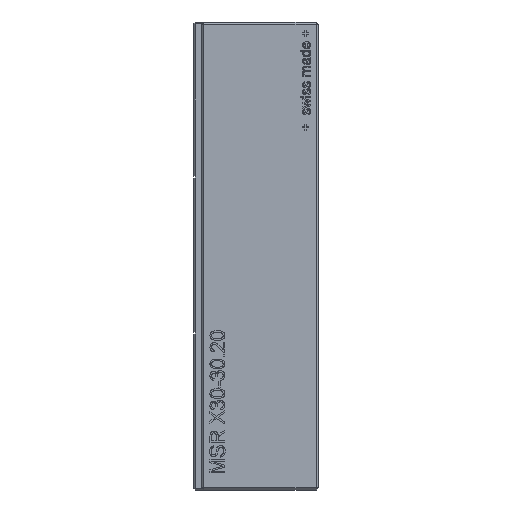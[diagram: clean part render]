
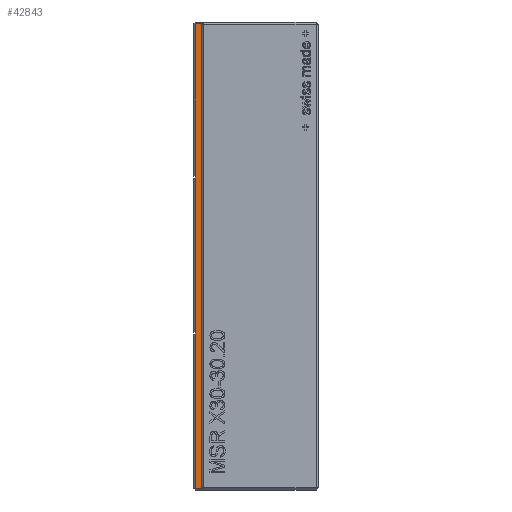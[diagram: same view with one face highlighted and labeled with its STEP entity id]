
A CAD part, left-side view. The second image highlights one B-rep face of the part: STEP entity #42843.
In plain terms, the highlighted planar face has unit normal (-1, 0, 0).
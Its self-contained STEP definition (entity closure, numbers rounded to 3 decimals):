
#42843 = ADVANCED_FACE('',(#42844),#42858,.F.);
#42844 = FACE_BOUND('',#42845,.F.);
#42845 = EDGE_LOOP('',(#42846,#42881,#42909,#42937,#42965,#42993,#43021,
    #43049));
#42846 = ORIENTED_EDGE('',*,*,#42847,.F.);
#42847 = EDGE_CURVE('',#42848,#42850,#42852,.T.);
#42848 = VERTEX_POINT('',#42849);
#42849 = CARTESIAN_POINT('',(-3.75,6.364,0.1));
#42850 = VERTEX_POINT('',#42851);
#42851 = CARTESIAN_POINT('',(-3.75,6.364,29.9));
#42852 = SURFACE_CURVE('',#42853,(#42857,#42869),.PCURVE_S1.);
#42853 = LINE('',#42854,#42855);
#42854 = CARTESIAN_POINT('',(-3.75,6.364,0.));
#42855 = VECTOR('',#42856,1.);
#42856 = DIRECTION('',(0.,0.,1.));
#42857 = PCURVE('',#42858,#42863);
#42858 = PLANE('',#42859);
#42859 = AXIS2_PLACEMENT_3D('',#42860,#42861,#42862);
#42860 = CARTESIAN_POINT('',(-3.75,8.,0.));
#42861 = DIRECTION('',(1.,0.,0.));
#42862 = DIRECTION('',(0.,-1.,0.));
#42863 = DEFINITIONAL_REPRESENTATION('',(#42864),#42868);
#42864 = LINE('',#42865,#42866);
#42865 = CARTESIAN_POINT('',(1.636,0.));
#42866 = VECTOR('',#42867,1.);
#42867 = DIRECTION('',(0.,-1.));
#42868 = ( GEOMETRIC_REPRESENTATION_CONTEXT(2) 
PARAMETRIC_REPRESENTATION_CONTEXT() REPRESENTATION_CONTEXT('2D SPACE',''
  ) );
#42869 = PCURVE('',#42870,#42875);
#42870 = PLANE('',#42871);
#42871 = AXIS2_PLACEMENT_3D('',#42872,#42873,#42874);
#42872 = CARTESIAN_POINT('',(-3.75,6.364,0.));
#42873 = DIRECTION('',(0.707,0.707,0.));
#42874 = DIRECTION('',(0.707,-0.707,0.));
#42875 = DEFINITIONAL_REPRESENTATION('',(#42876),#42880);
#42876 = LINE('',#42877,#42878);
#42877 = CARTESIAN_POINT('',(0.,0.));
#42878 = VECTOR('',#42879,1.);
#42879 = DIRECTION('',(0.,-1.));
#42880 = ( GEOMETRIC_REPRESENTATION_CONTEXT(2) 
PARAMETRIC_REPRESENTATION_CONTEXT() REPRESENTATION_CONTEXT('2D SPACE',''
  ) );
#42881 = ORIENTED_EDGE('',*,*,#42882,.F.);
#42882 = EDGE_CURVE('',#42883,#42848,#42885,.T.);
#42883 = VERTEX_POINT('',#42884);
#42884 = CARTESIAN_POINT('',(-3.75,7.9,0.1));
#42885 = SURFACE_CURVE('',#42886,(#42890,#42897),.PCURVE_S1.);
#42886 = LINE('',#42887,#42888);
#42887 = CARTESIAN_POINT('',(-3.75,8.,0.1));
#42888 = VECTOR('',#42889,1.);
#42889 = DIRECTION('',(0.,-1.,0.));
#42890 = PCURVE('',#42858,#42891);
#42891 = DEFINITIONAL_REPRESENTATION('',(#42892),#42896);
#42892 = LINE('',#42893,#42894);
#42893 = CARTESIAN_POINT('',(0.,-0.1));
#42894 = VECTOR('',#42895,1.);
#42895 = DIRECTION('',(1.,0.));
#42896 = ( GEOMETRIC_REPRESENTATION_CONTEXT(2) 
PARAMETRIC_REPRESENTATION_CONTEXT() REPRESENTATION_CONTEXT('2D SPACE',''
  ) );
#42897 = PCURVE('',#42898,#42903);
#42898 = PLANE('',#42899);
#42899 = AXIS2_PLACEMENT_3D('',#42900,#42901,#42902);
#42900 = CARTESIAN_POINT('',(-3.7,8.,0.05));
#42901 = DIRECTION('',(0.707,0.,0.707
    ));
#42902 = DIRECTION('',(0.,-1.,0.));
#42903 = DEFINITIONAL_REPRESENTATION('',(#42904),#42908);
#42904 = LINE('',#42905,#42906);
#42905 = CARTESIAN_POINT('',(0.,-0.071));
#42906 = VECTOR('',#42907,1.);
#42907 = DIRECTION('',(1.,0.));
#42908 = ( GEOMETRIC_REPRESENTATION_CONTEXT(2) 
PARAMETRIC_REPRESENTATION_CONTEXT() REPRESENTATION_CONTEXT('2D SPACE',''
  ) );
#42909 = ORIENTED_EDGE('',*,*,#42910,.T.);
#42910 = EDGE_CURVE('',#42883,#42911,#42913,.T.);
#42911 = VERTEX_POINT('',#42912);
#42912 = CARTESIAN_POINT('',(-3.75,7.9,10.));
#42913 = SURFACE_CURVE('',#42914,(#42918,#42925),.PCURVE_S1.);
#42914 = LINE('',#42915,#42916);
#42915 = CARTESIAN_POINT('',(-3.75,7.9,0.));
#42916 = VECTOR('',#42917,1.);
#42917 = DIRECTION('',(0.,0.,1.));
#42918 = PCURVE('',#42858,#42919);
#42919 = DEFINITIONAL_REPRESENTATION('',(#42920),#42924);
#42920 = LINE('',#42921,#42922);
#42921 = CARTESIAN_POINT('',(0.1,0.));
#42922 = VECTOR('',#42923,1.);
#42923 = DIRECTION('',(0.,-1.));
#42924 = ( GEOMETRIC_REPRESENTATION_CONTEXT(2) 
PARAMETRIC_REPRESENTATION_CONTEXT() REPRESENTATION_CONTEXT('2D SPACE',''
  ) );
#42925 = PCURVE('',#42926,#42931);
#42926 = PLANE('',#42927);
#42927 = AXIS2_PLACEMENT_3D('',#42928,#42929,#42930);
#42928 = CARTESIAN_POINT('',(-3.7,7.95,0.));
#42929 = DIRECTION('',(0.707,-0.707,0.));
#42930 = DIRECTION('',(0.,0.,-1.));
#42931 = DEFINITIONAL_REPRESENTATION('',(#42932),#42936);
#42932 = LINE('',#42933,#42934);
#42933 = CARTESIAN_POINT('',(0.,-0.071));
#42934 = VECTOR('',#42935,1.);
#42935 = DIRECTION('',(-1.,0.));
#42936 = ( GEOMETRIC_REPRESENTATION_CONTEXT(2) 
PARAMETRIC_REPRESENTATION_CONTEXT() REPRESENTATION_CONTEXT('2D SPACE',''
  ) );
#42937 = ORIENTED_EDGE('',*,*,#42938,.T.);
#42938 = EDGE_CURVE('',#42911,#42939,#42941,.T.);
#42939 = VERTEX_POINT('',#42940);
#42940 = CARTESIAN_POINT('',(-3.75,7.9,10.1));
#42941 = SURFACE_CURVE('',#42942,(#42946,#42953),.PCURVE_S1.);
#42942 = LINE('',#42943,#42944);
#42943 = CARTESIAN_POINT('',(-3.75,7.9,0.));
#42944 = VECTOR('',#42945,1.);
#42945 = DIRECTION('',(0.,0.,1.));
#42946 = PCURVE('',#42858,#42947);
#42947 = DEFINITIONAL_REPRESENTATION('',(#42948),#42952);
#42948 = LINE('',#42949,#42950);
#42949 = CARTESIAN_POINT('',(0.1,0.));
#42950 = VECTOR('',#42951,1.);
#42951 = DIRECTION('',(0.,-1.));
#42952 = ( GEOMETRIC_REPRESENTATION_CONTEXT(2) 
PARAMETRIC_REPRESENTATION_CONTEXT() REPRESENTATION_CONTEXT('2D SPACE',''
  ) );
#42953 = PCURVE('',#42954,#42959);
#42954 = PLANE('',#42955);
#42955 = AXIS2_PLACEMENT_3D('',#42956,#42957,#42958);
#42956 = CARTESIAN_POINT('',(2.25,7.9,0.));
#42957 = DIRECTION('',(0.,1.,0.));
#42958 = DIRECTION('',(0.,0.,1.));
#42959 = DEFINITIONAL_REPRESENTATION('',(#42960),#42964);
#42960 = LINE('',#42961,#42962);
#42961 = CARTESIAN_POINT('',(0.,-6.));
#42962 = VECTOR('',#42963,1.);
#42963 = DIRECTION('',(1.,0.));
#42964 = ( GEOMETRIC_REPRESENTATION_CONTEXT(2) 
PARAMETRIC_REPRESENTATION_CONTEXT() REPRESENTATION_CONTEXT('2D SPACE',''
  ) );
#42965 = ORIENTED_EDGE('',*,*,#42966,.T.);
#42966 = EDGE_CURVE('',#42939,#42967,#42969,.T.);
#42967 = VERTEX_POINT('',#42968);
#42968 = CARTESIAN_POINT('',(-3.75,7.9,20.));
#42969 = SURFACE_CURVE('',#42970,(#42974,#42981),.PCURVE_S1.);
#42970 = LINE('',#42971,#42972);
#42971 = CARTESIAN_POINT('',(-3.75,7.9,0.));
#42972 = VECTOR('',#42973,1.);
#42973 = DIRECTION('',(0.,0.,1.));
#42974 = PCURVE('',#42858,#42975);
#42975 = DEFINITIONAL_REPRESENTATION('',(#42976),#42980);
#42976 = LINE('',#42977,#42978);
#42977 = CARTESIAN_POINT('',(0.1,0.));
#42978 = VECTOR('',#42979,1.);
#42979 = DIRECTION('',(0.,-1.));
#42980 = ( GEOMETRIC_REPRESENTATION_CONTEXT(2) 
PARAMETRIC_REPRESENTATION_CONTEXT() REPRESENTATION_CONTEXT('2D SPACE',''
  ) );
#42981 = PCURVE('',#42982,#42987);
#42982 = PLANE('',#42983);
#42983 = AXIS2_PLACEMENT_3D('',#42984,#42985,#42986);
#42984 = CARTESIAN_POINT('',(-3.7,7.95,0.));
#42985 = DIRECTION('',(0.707,-0.707,0.));
#42986 = DIRECTION('',(0.,0.,-1.));
#42987 = DEFINITIONAL_REPRESENTATION('',(#42988),#42992);
#42988 = LINE('',#42989,#42990);
#42989 = CARTESIAN_POINT('',(0.,-0.071));
#42990 = VECTOR('',#42991,1.);
#42991 = DIRECTION('',(-1.,0.));
#42992 = ( GEOMETRIC_REPRESENTATION_CONTEXT(2) 
PARAMETRIC_REPRESENTATION_CONTEXT() REPRESENTATION_CONTEXT('2D SPACE',''
  ) );
#42993 = ORIENTED_EDGE('',*,*,#42994,.T.);
#42994 = EDGE_CURVE('',#42967,#42995,#42997,.T.);
#42995 = VERTEX_POINT('',#42996);
#42996 = CARTESIAN_POINT('',(-3.75,7.9,20.1));
#42997 = SURFACE_CURVE('',#42998,(#43002,#43009),.PCURVE_S1.);
#42998 = LINE('',#42999,#43000);
#42999 = CARTESIAN_POINT('',(-3.75,7.9,0.));
#43000 = VECTOR('',#43001,1.);
#43001 = DIRECTION('',(0.,0.,1.));
#43002 = PCURVE('',#42858,#43003);
#43003 = DEFINITIONAL_REPRESENTATION('',(#43004),#43008);
#43004 = LINE('',#43005,#43006);
#43005 = CARTESIAN_POINT('',(0.1,0.));
#43006 = VECTOR('',#43007,1.);
#43007 = DIRECTION('',(0.,-1.));
#43008 = ( GEOMETRIC_REPRESENTATION_CONTEXT(2) 
PARAMETRIC_REPRESENTATION_CONTEXT() REPRESENTATION_CONTEXT('2D SPACE',''
  ) );
#43009 = PCURVE('',#43010,#43015);
#43010 = PLANE('',#43011);
#43011 = AXIS2_PLACEMENT_3D('',#43012,#43013,#43014);
#43012 = CARTESIAN_POINT('',(-2.15,7.9,20.1));
#43013 = DIRECTION('',(0.,-1.,0.));
#43014 = DIRECTION('',(0.,0.,-1.));
#43015 = DEFINITIONAL_REPRESENTATION('',(#43016),#43020);
#43016 = LINE('',#43017,#43018);
#43017 = CARTESIAN_POINT('',(20.1,-1.6));
#43018 = VECTOR('',#43019,1.);
#43019 = DIRECTION('',(-1.,0.));
#43020 = ( GEOMETRIC_REPRESENTATION_CONTEXT(2) 
PARAMETRIC_REPRESENTATION_CONTEXT() REPRESENTATION_CONTEXT('2D SPACE',''
  ) );
#43021 = ORIENTED_EDGE('',*,*,#43022,.T.);
#43022 = EDGE_CURVE('',#42995,#43023,#43025,.T.);
#43023 = VERTEX_POINT('',#43024);
#43024 = CARTESIAN_POINT('',(-3.75,7.9,29.9));
#43025 = SURFACE_CURVE('',#43026,(#43030,#43037),.PCURVE_S1.);
#43026 = LINE('',#43027,#43028);
#43027 = CARTESIAN_POINT('',(-3.75,7.9,0.));
#43028 = VECTOR('',#43029,1.);
#43029 = DIRECTION('',(0.,0.,1.));
#43030 = PCURVE('',#42858,#43031);
#43031 = DEFINITIONAL_REPRESENTATION('',(#43032),#43036);
#43032 = LINE('',#43033,#43034);
#43033 = CARTESIAN_POINT('',(0.1,0.));
#43034 = VECTOR('',#43035,1.);
#43035 = DIRECTION('',(0.,-1.));
#43036 = ( GEOMETRIC_REPRESENTATION_CONTEXT(2) 
PARAMETRIC_REPRESENTATION_CONTEXT() REPRESENTATION_CONTEXT('2D SPACE',''
  ) );
#43037 = PCURVE('',#43038,#43043);
#43038 = PLANE('',#43039);
#43039 = AXIS2_PLACEMENT_3D('',#43040,#43041,#43042);
#43040 = CARTESIAN_POINT('',(-3.7,7.95,0.));
#43041 = DIRECTION('',(0.707,-0.707,0.));
#43042 = DIRECTION('',(0.,0.,-1.));
#43043 = DEFINITIONAL_REPRESENTATION('',(#43044),#43048);
#43044 = LINE('',#43045,#43046);
#43045 = CARTESIAN_POINT('',(0.,-0.071));
#43046 = VECTOR('',#43047,1.);
#43047 = DIRECTION('',(-1.,0.));
#43048 = ( GEOMETRIC_REPRESENTATION_CONTEXT(2) 
PARAMETRIC_REPRESENTATION_CONTEXT() REPRESENTATION_CONTEXT('2D SPACE',''
  ) );
#43049 = ORIENTED_EDGE('',*,*,#43050,.T.);
#43050 = EDGE_CURVE('',#43023,#42850,#43051,.T.);
#43051 = SURFACE_CURVE('',#43052,(#43056,#43063),.PCURVE_S1.);
#43052 = LINE('',#43053,#43054);
#43053 = CARTESIAN_POINT('',(-3.75,8.,29.9));
#43054 = VECTOR('',#43055,1.);
#43055 = DIRECTION('',(0.,-1.,0.));
#43056 = PCURVE('',#42858,#43057);
#43057 = DEFINITIONAL_REPRESENTATION('',(#43058),#43062);
#43058 = LINE('',#43059,#43060);
#43059 = CARTESIAN_POINT('',(0.,-29.9));
#43060 = VECTOR('',#43061,1.);
#43061 = DIRECTION('',(1.,0.));
#43062 = ( GEOMETRIC_REPRESENTATION_CONTEXT(2) 
PARAMETRIC_REPRESENTATION_CONTEXT() REPRESENTATION_CONTEXT('2D SPACE',''
  ) );
#43063 = PCURVE('',#43064,#43069);
#43064 = PLANE('',#43065);
#43065 = AXIS2_PLACEMENT_3D('',#43066,#43067,#43068);
#43066 = CARTESIAN_POINT('',(-3.7,8.,29.95));
#43067 = DIRECTION('',(-0.707,0.,
    0.707));
#43068 = DIRECTION('',(0.,-1.,0.));
#43069 = DEFINITIONAL_REPRESENTATION('',(#43070),#43074);
#43070 = LINE('',#43071,#43072);
#43071 = CARTESIAN_POINT('',(0.,-0.071));
#43072 = VECTOR('',#43073,1.);
#43073 = DIRECTION('',(1.,0.));
#43074 = ( GEOMETRIC_REPRESENTATION_CONTEXT(2) 
PARAMETRIC_REPRESENTATION_CONTEXT() REPRESENTATION_CONTEXT('2D SPACE',''
  ) );
